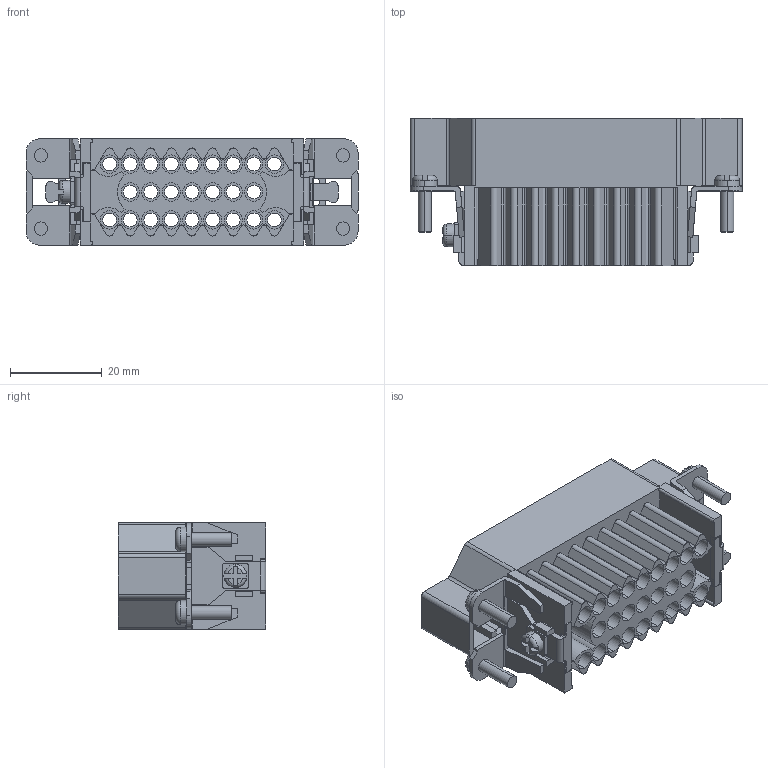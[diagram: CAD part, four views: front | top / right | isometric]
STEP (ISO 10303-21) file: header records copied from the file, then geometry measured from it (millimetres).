
FILE_DESCRIPTION (( 'STEP AP214' ), '1' );
FILE_NAME ('ZP-MC16A-1-MC025.step', '2015-08-12T18:20:26', ( '' ), ( '' ), 'SwSTEP 2.0', 'SolidWorks 2014', '' );
FILE_SCHEMA (( 'AUTOMOTIVE_DESIGN' ));
Length unit declared in the file: millimetre
Products named in the file (1): ZP-MC16A-1-MC025
Bounding box: 72.5 x 32.2 x 23.2 mm (x, y, z)
Volume: 16131.6 mm3; surface area: 22616.6 mm2
Topology: 20 solids, 20 shells, 705 faces, 1861 edges, 1229 vertices
Faces by surface type: plane 403, cylinder 291, torus 11
Entity records: 25327 total; most frequent: CARTESIAN_POINT 4102, DIRECTION 3849, ORIENTED_EDGE 3722, EDGE_CURVE 1861, AXIS2_PLACEMENT_3D 1333, VERTEX_POINT 1229, LINE 1183, VECTOR 1183
